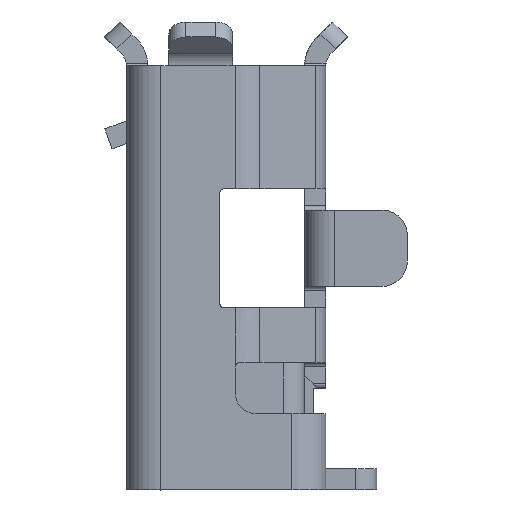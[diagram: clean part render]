
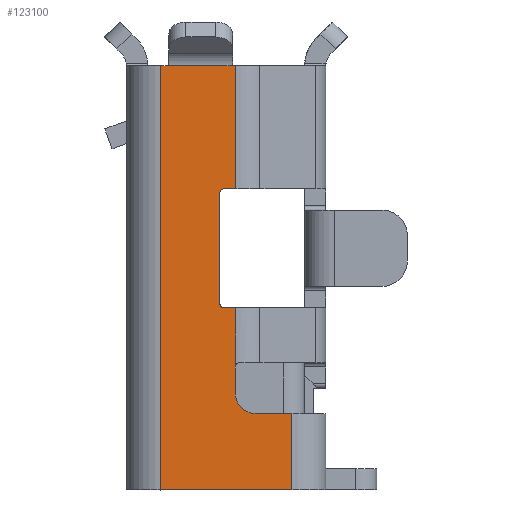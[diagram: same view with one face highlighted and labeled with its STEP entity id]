
A CAD part, left-side view. The second image highlights one B-rep face of the part: STEP entity #123100.
In plain terms, the highlighted face is planar.
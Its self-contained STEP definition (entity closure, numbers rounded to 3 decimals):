
#34270=CARTESIAN_POINT('',(3.7,-1.15,0.155));
#34280=VERTEX_POINT('',#34270);
#34310=CARTESIAN_POINT('',(3.7,-1.15,0.155));
#34320=DIRECTION('',(0.,-1.,0.));
#34330=VECTOR('',#34320,0.3);
#34340=LINE('',#34310,#34330);
#34350=CARTESIAN_POINT('',(3.7,-1.45,0.155));
#34360=VERTEX_POINT('',#34350);
#34370=EDGE_CURVE('',#34280,#34360,#34340,.T.);
#67090=CARTESIAN_POINT('',(3.7,-1.48,0.165));
#67100=VERTEX_POINT('',#67090);
#67150=CARTESIAN_POINT('',(3.7,0.,0.165));
#67160=DIRECTION('',(0.,1.,0.));
#67170=VECTOR('',#67160,1.);
#67180=LINE('',#67150,#67170);
#67190=CARTESIAN_POINT('',(3.7,-2.15,0.165));
#67200=VERTEX_POINT('',#67190);
#67210=EDGE_CURVE('',#67200,#67100,#67180,.T.);
#67460=CARTESIAN_POINT('',(3.7,-1.45,0.205));
#67470=DIRECTION('',(-1.,0.,0.));
#67480=DIRECTION('',(0.,0.,-1.));
#67490=AXIS2_PLACEMENT_3D('',#67460,#67470,#67480);
#67500=CIRCLE('',#67490,0.05);
#67510=EDGE_CURVE('',#34360,#67100,#67500,.T.);
#68390=CARTESIAN_POINT('',(3.7,-0.9,0.405));
#68400=VERTEX_POINT('',#68390);
#68430=CARTESIAN_POINT('',(3.7,-1.15,0.405));
#68440=DIRECTION('',(-1.,0.,0.));
#68450=DIRECTION('',(0.,1.,0.));
#68460=AXIS2_PLACEMENT_3D('',#68430,#68440,#68450);
#68470=CIRCLE('',#68460,0.25);
#68480=EDGE_CURVE('',#68400,#34280,#68470,.T.);
#80560=CARTESIAN_POINT('',(3.7,-5.,-0.655));
#80570=VERTEX_POINT('',#80560);
#80600=CARTESIAN_POINT('',(3.7,-5.,0.));
#80610=DIRECTION('',(0.,0.,1.));
#80620=VECTOR('',#80610,1.);
#80630=LINE('',#80600,#80620);
#80640=CARTESIAN_POINT('',(3.7,-5.,-0.725));
#80650=VERTEX_POINT('',#80640);
#80660=EDGE_CURVE('',#80650,#80570,#80630,.T.);
#80850=CARTESIAN_POINT('',(3.7,0.,-0.725));
#80860=DIRECTION('',(0.,1.,0.));
#80870=VECTOR('',#80860,1.);
#80880=LINE('',#80850,#80870);
#80890=CARTESIAN_POINT('',(3.7,0.,-0.725));
#80900=VERTEX_POINT('',#80890);
#80910=EDGE_CURVE('',#80650,#80900,#80880,.T.);
#86350=CARTESIAN_POINT('',(3.7,-5.,0.155));
#86360=VERTEX_POINT('',#86350);
#87160=CARTESIAN_POINT('',(3.7,-5.,0.125));
#87170=DIRECTION('',(0.,0.,-1.));
#87180=VECTOR('',#87170,1.);
#87190=LINE('',#87160,#87180);
#87200=EDGE_CURVE('',#86360,#80570,#87190,.T.);
#89410=CARTESIAN_POINT('',(3.7,-5.,0.165));
#89420=VERTEX_POINT('',#89410);
#89450=CARTESIAN_POINT('',(3.7,-5.,0.));
#89460=DIRECTION('',(0.,0.,1.));
#89470=VECTOR('',#89460,1.);
#89480=LINE('',#89450,#89470);
#89490=EDGE_CURVE('',#86360,#89420,#89480,.T.);
#89720=CARTESIAN_POINT('',(3.7,0.,0.165));
#89730=DIRECTION('',(0.,1.,0.));
#89740=VECTOR('',#89730,1.);
#89750=LINE('',#89720,#89740);
#89760=CARTESIAN_POINT('',(3.7,-3.55,0.165));
#89770=VERTEX_POINT('',#89760);
#89780=EDGE_CURVE('',#89420,#89770,#89750,.T.);
#90560=CARTESIAN_POINT('',(3.7,-3.55,0.025));
#90570=VERTEX_POINT('',#90560);
#90600=CARTESIAN_POINT('',(3.7,-3.55,0.025));
#90610=DIRECTION('',(0.,0.,1.));
#90620=VECTOR('',#90610,0.14);
#90630=LINE('',#90600,#90620);
#90640=EDGE_CURVE('',#90570,#89770,#90630,.T.);
#98270=CARTESIAN_POINT('',(3.7,-3.5,0.025));
#98280=DIRECTION('',(1.,0.,0.));
#98290=DIRECTION('',(0.,-1.,0.));
#98300=AXIS2_PLACEMENT_3D('',#98270,#98280,#98290);
#98310=CIRCLE('',#98300,0.05);
#98320=CARTESIAN_POINT('',(3.7,-3.5,-0.025));
#98330=VERTEX_POINT('',#98320);
#98340=EDGE_CURVE('',#90570,#98330,#98310,.T.);
#98520=CARTESIAN_POINT('',(3.7,-2.2,-0.025));
#98530=DIRECTION('',(0.,-1.,0.));
#98540=VECTOR('',#98530,1.3);
#98550=LINE('',#98520,#98540);
#98560=CARTESIAN_POINT('',(3.7,-2.2,-0.025));
#98570=VERTEX_POINT('',#98560);
#98580=EDGE_CURVE('',#98570,#98330,#98550,.T.);
#98760=CARTESIAN_POINT('',(3.7,-2.2,0.025));
#98770=DIRECTION('',(1.,0.,0.));
#98780=DIRECTION('',(0.,0.,-1.));
#98790=AXIS2_PLACEMENT_3D('',#98760,#98770,#98780);
#98800=CIRCLE('',#98790,0.05);
#98810=CARTESIAN_POINT('',(3.7,-2.15,0.025));
#98820=VERTEX_POINT('',#98810);
#98830=EDGE_CURVE('',#98570,#98820,#98800,.T.);
#99320=CARTESIAN_POINT('',(3.7,-2.15,0.025));
#99330=DIRECTION('',(0.,0.,1.));
#99340=VECTOR('',#99330,0.14);
#99350=LINE('',#99320,#99340);
#99360=EDGE_CURVE('',#98820,#67200,#99350,.T.);
#102130=CARTESIAN_POINT('',(3.7,-0.9,0.825));
#102140=VERTEX_POINT('',#102130);
#102170=CARTESIAN_POINT('',(3.7,-0.9,0.975));
#102180=DIRECTION('',(0.,0.,1.));
#102190=VECTOR('',#102180,1.);
#102200=LINE('',#102170,#102190);
#102210=EDGE_CURVE('',#68400,#102140,#102200,.T.);
#122740=CARTESIAN_POINT('',(3.7,-0.45,1.225));
#122750=DIRECTION('',(1.,0.,-0.));
#122760=DIRECTION('',(0.,0.,1.));
#122770=AXIS2_PLACEMENT_3D('',#122740,#122750,#122760);
#122780=PLANE('',#122770);
#122790=CARTESIAN_POINT('',(3.7,0.,-0.725));
#122800=DIRECTION('',(0.,0.,1.));
#122810=VECTOR('',#122800,1.45);
#122820=LINE('',#122790,#122810);
#122830=CARTESIAN_POINT('',(3.7,0.,0.825));
#122840=VERTEX_POINT('',#122830);
#122850=EDGE_CURVE('',#80900,#122840,#122820,.T.);
#122860=ORIENTED_EDGE('',*,*,#122850,.T.);
#122870=ORIENTED_EDGE('',*,*,#80910,.T.);
#122880=ORIENTED_EDGE('',*,*,#80660,.F.);
#122890=ORIENTED_EDGE('',*,*,#87200,.T.);
#122900=ORIENTED_EDGE('',*,*,#89490,.F.);
#122910=ORIENTED_EDGE('',*,*,#89780,.F.);
#122920=ORIENTED_EDGE('',*,*,#90640,.T.);
#122930=ORIENTED_EDGE('',*,*,#98340,.F.);
#122940=ORIENTED_EDGE('',*,*,#98580,.T.);
#122950=ORIENTED_EDGE('',*,*,#98830,.F.);
#122960=ORIENTED_EDGE('',*,*,#99360,.F.);
#122970=ORIENTED_EDGE('',*,*,#67210,.F.);
#122980=ORIENTED_EDGE('',*,*,#67510,.T.);
#122990=ORIENTED_EDGE('',*,*,#34370,.T.);
#123000=ORIENTED_EDGE('',*,*,#68480,.T.);
#123010=ORIENTED_EDGE('',*,*,#102210,.F.);
#123020=CARTESIAN_POINT('',(3.7,0.,0.825));
#123030=DIRECTION('',(0.,-1.,0.));
#123040=VECTOR('',#123030,1.);
#123050=LINE('',#123020,#123040);
#123060=EDGE_CURVE('',#122840,#102140,#123050,.T.);
#123070=ORIENTED_EDGE('',*,*,#123060,.T.);
#123080=EDGE_LOOP('',(#123070,#123010,#123000,#122990,#122980,#122970,
#122960,#122950,#122940,#122930,#122920,#122910,#122900,#122890,#122880,
#122870,#122860));
#123090=FACE_OUTER_BOUND('',#123080,.T.);
#123100=ADVANCED_FACE('',(#123090),#122780,.T.);
